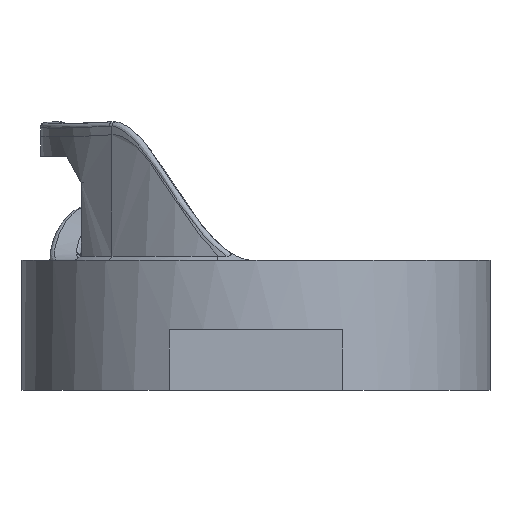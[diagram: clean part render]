
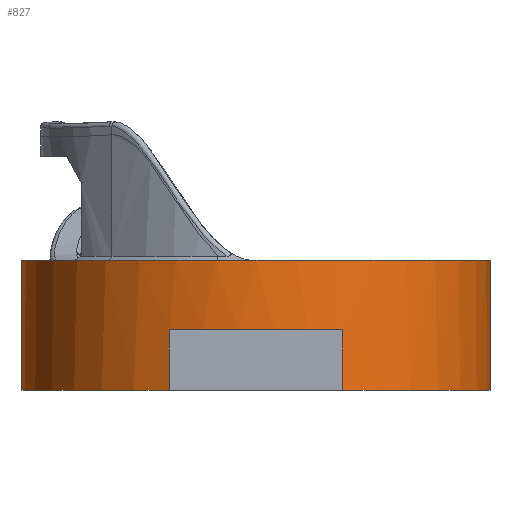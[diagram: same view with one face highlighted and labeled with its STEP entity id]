
A CAD part, front view. The second image highlights one B-rep face of the part: STEP entity #827.
In plain terms, the highlighted cylindrical face has radius 13.5 mm (diameter 27 mm), a partial arc.
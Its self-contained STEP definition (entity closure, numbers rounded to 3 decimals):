
#172 = LINE ( 'NONE', #1704, #1188 ) ;
#273 = CIRCLE ( 'NONE', #2379, 13.5 ) ;
#449 = ORIENTED_EDGE ( 'NONE', *, *, #593, .F. ) ;
#461 = CARTESIAN_POINT ( 'NONE',  ( -13.5, 0., -7.5 ) ) ;
#469 = CIRCLE ( 'NONE', #3305, 13.5 ) ;
#572 = DIRECTION ( 'NONE',  ( 1., 0., 0. ) ) ;
#573 = DIRECTION ( 'NONE',  ( 1., 0., 0. ) ) ;
#593 = EDGE_CURVE ( 'NONE', #1797, #3297, #469, .T. ) ;
#597 = CARTESIAN_POINT ( 'NONE',  ( -13.5, 0., 0. ) ) ;
#601 = VECTOR ( 'NONE', #831, 1000. ) ;
#682 = DIRECTION ( 'NONE',  ( 0., 0., 1. ) ) ;
#780 = AXIS2_PLACEMENT_3D ( 'NONE', #1676, #2897, #967 ) ;
#827 = ADVANCED_FACE ( 'NONE', ( #988 ), #2853, .T. ) ;
#831 = DIRECTION ( 'NONE',  ( 0., 0., 1. ) ) ;
#905 = ORIENTED_EDGE ( 'NONE', *, *, #958, .T. ) ;
#916 = DIRECTION ( 'NONE',  ( 0., 0., 1. ) ) ;
#933 = DIRECTION ( 'NONE',  ( 1., 0., 0. ) ) ;
#958 = EDGE_CURVE ( 'NONE', #3276, #2441, #3826, .T. ) ;
#967 = DIRECTION ( 'NONE',  ( 1., 0., 0. ) ) ;
#988 = FACE_OUTER_BOUND ( 'NONE', #3770, .T. ) ;
#1080 = EDGE_CURVE ( 'NONE', #3276, #1740, #1695, .T. ) ;
#1128 = EDGE_CURVE ( 'NONE', #3297, #2441, #4002, .T. ) ;
#1188 = VECTOR ( 'NONE', #3300, 1000. ) ;
#1235 = VERTEX_POINT ( 'NONE', #2754 ) ;
#1250 = CARTESIAN_POINT ( 'NONE',  ( 5., -12.54, -4. ) ) ;
#1252 = CARTESIAN_POINT ( 'NONE',  ( -5., -12.54, -7.5 ) ) ;
#1339 = ORIENTED_EDGE ( 'NONE', *, *, #1128, .F. ) ;
#1672 = LINE ( 'NONE', #3786, #2020 ) ;
#1676 = CARTESIAN_POINT ( 'NONE',  ( 0., 0., -7.5 ) ) ;
#1683 = CARTESIAN_POINT ( 'NONE',  ( 5., -12.54, -7.5 ) ) ;
#1695 = LINE ( 'NONE', #461, #601 ) ;
#1704 = CARTESIAN_POINT ( 'NONE',  ( 5., -12.54, -7.5 ) ) ;
#1740 = VERTEX_POINT ( 'NONE', #597 ) ;
#1797 = VERTEX_POINT ( 'NONE', #1250 ) ;
#1889 = CIRCLE ( 'NONE', #3476, 13.5 ) ;
#1922 = DIRECTION ( 'NONE',  ( 1., 0., 0. ) ) ;
#2020 = VECTOR ( 'NONE', #3745, 1000. ) ;
#2260 = CARTESIAN_POINT ( 'NONE',  ( 0., 0., -7.5 ) ) ;
#2379 = AXIS2_PLACEMENT_3D ( 'NONE', #2452, #3406, #572 ) ;
#2441 = VERTEX_POINT ( 'NONE', #1252 ) ;
#2452 = CARTESIAN_POINT ( 'NONE',  ( 0., 0., -7.5 ) ) ;
#2533 = CARTESIAN_POINT ( 'NONE',  ( 0., 0., -4. ) ) ;
#2557 = EDGE_CURVE ( 'NONE', #2706, #1797, #172, .T. ) ;
#2697 = ORIENTED_EDGE ( 'NONE', *, *, #1080, .F. ) ;
#2706 = VERTEX_POINT ( 'NONE', #1683 ) ;
#2709 = ORIENTED_EDGE ( 'NONE', *, *, #3200, .T. ) ;
#2750 = EDGE_CURVE ( 'NONE', #2706, #1235, #273, .T. ) ;
#2754 = CARTESIAN_POINT ( 'NONE',  ( 13.5, 0., -7.5 ) ) ;
#2853 = CYLINDRICAL_SURFACE ( 'NONE', #3161, 13.5 ) ;
#2897 = DIRECTION ( 'NONE',  ( 0., 0., 1. ) ) ;
#2925 = ORIENTED_EDGE ( 'NONE', *, *, #2750, .T. ) ;
#3055 = CARTESIAN_POINT ( 'NONE',  ( -5., -12.54, -4. ) ) ;
#3109 = VECTOR ( 'NONE', #3596, 1000. ) ;
#3150 = CARTESIAN_POINT ( 'NONE',  ( 13.5, 0., 0. ) ) ;
#3161 = AXIS2_PLACEMENT_3D ( 'NONE', #2260, #682, #1922 ) ;
#3200 = EDGE_CURVE ( 'NONE', #1235, #4000, #1672, .T. ) ;
#3202 = ORIENTED_EDGE ( 'NONE', *, *, #3352, .F. ) ;
#3276 = VERTEX_POINT ( 'NONE', #3656 ) ;
#3285 = ORIENTED_EDGE ( 'NONE', *, *, #2557, .F. ) ;
#3297 = VERTEX_POINT ( 'NONE', #3055 ) ;
#3300 = DIRECTION ( 'NONE',  ( 0., 0., 1. ) ) ;
#3305 = AXIS2_PLACEMENT_3D ( 'NONE', #2533, #3800, #933 ) ;
#3352 = EDGE_CURVE ( 'NONE', #1740, #4000, #1889, .T. ) ;
#3406 = DIRECTION ( 'NONE',  ( 0., 0., 1. ) ) ;
#3476 = AXIS2_PLACEMENT_3D ( 'NONE', #3739, #916, #573 ) ;
#3596 = DIRECTION ( 'NONE',  ( 0., 0., -1. ) ) ;
#3656 = CARTESIAN_POINT ( 'NONE',  ( -13.5, 0., -7.5 ) ) ;
#3739 = CARTESIAN_POINT ( 'NONE',  ( 0., 0., 0. ) ) ;
#3745 = DIRECTION ( 'NONE',  ( 0., 0., 1. ) ) ;
#3770 = EDGE_LOOP ( 'NONE', ( #2697, #905, #1339, #449, #3285, #2925, #2709, #3202 ) ) ;
#3786 = CARTESIAN_POINT ( 'NONE',  ( 13.5, 0., -7.5 ) ) ;
#3800 = DIRECTION ( 'NONE',  ( 0., 0., -1. ) ) ;
#3826 = CIRCLE ( 'NONE', #780, 13.5 ) ;
#3911 = CARTESIAN_POINT ( 'NONE',  ( -5., -12.54, -7.5 ) ) ;
#4000 = VERTEX_POINT ( 'NONE', #3150 ) ;
#4002 = LINE ( 'NONE', #3911, #3109 ) ;
